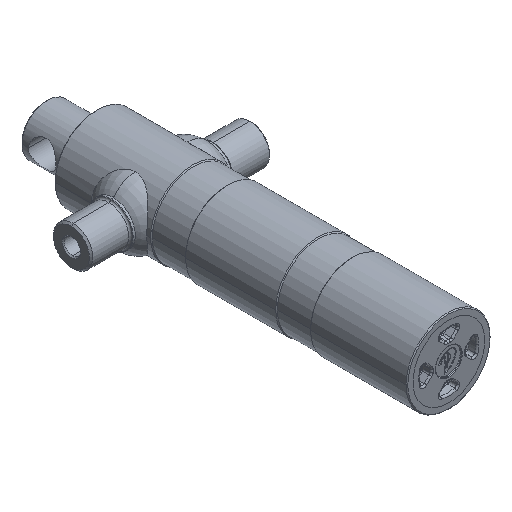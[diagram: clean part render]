
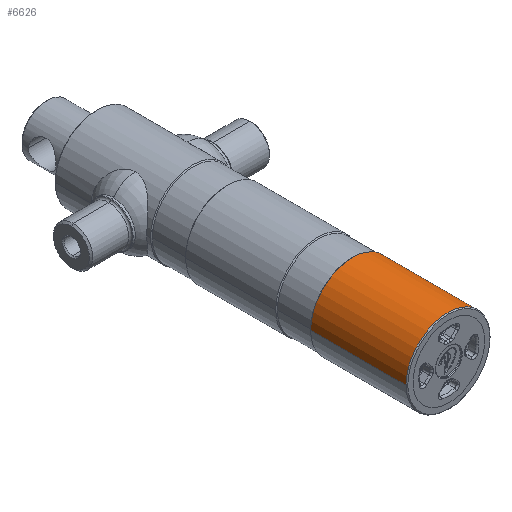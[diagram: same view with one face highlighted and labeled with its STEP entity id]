
A CAD part, isometric view. The second image highlights one B-rep face of the part: STEP entity #6626.
In plain terms, the highlighted cylindrical face has radius 48 mm (diameter 96 mm), a partial arc.
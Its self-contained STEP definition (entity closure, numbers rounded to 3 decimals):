
#550 = AXIS2_PLACEMENT_3D ( 'NONE', #5547, #721, #7710 ) ;
#721 = DIRECTION ( 'NONE',  ( 0., -1., 0. ) ) ;
#816 = CIRCLE ( 'NONE', #834, 48. ) ;
#834 = AXIS2_PLACEMENT_3D ( 'NONE', #6931, #2701, #7669 ) ;
#1088 = CARTESIAN_POINT ( 'NONE',  ( -48., -46.52, 0. ) ) ;
#1126 = CARTESIAN_POINT ( 'NONE',  ( 48., 1., 0. ) ) ;
#1360 = CYLINDRICAL_SURFACE ( 'NONE', #550, 48. ) ;
#1702 = VERTEX_POINT ( 'NONE', #4382 ) ;
#2114 = DIRECTION ( 'NONE',  ( 0., -1., 0. ) ) ;
#2147 = CARTESIAN_POINT ( 'NONE',  ( -48., 110., 0. ) ) ;
#2335 = FACE_OUTER_BOUND ( 'NONE', #5438, .T. ) ;
#2667 = CIRCLE ( 'NONE', #7206, 48. ) ;
#2701 = DIRECTION ( 'NONE',  ( 0., -1., 0. ) ) ;
#3214 = EDGE_CURVE ( 'NONE', #4892, #9083, #2667, .T. ) ;
#4195 = EDGE_CURVE ( 'NONE', #4892, #4453, #7850, .T. ) ;
#4212 = DIRECTION ( 'NONE',  ( 0., -1., 0. ) ) ;
#4382 = CARTESIAN_POINT ( 'NONE',  ( -48., 1., 0. ) ) ;
#4442 = EDGE_CURVE ( 'NONE', #9083, #1702, #7499, .T. ) ;
#4453 = VERTEX_POINT ( 'NONE', #1126 ) ;
#4892 = VERTEX_POINT ( 'NONE', #8672 ) ;
#5438 = EDGE_LOOP ( 'NONE', ( #7516, #8423, #8918, #7377 ) ) ;
#5547 = CARTESIAN_POINT ( 'NONE',  ( 0., -46.52, 0. ) ) ;
#6333 = CARTESIAN_POINT ( 'NONE',  ( 0., 110., 0. ) ) ;
#6626 = ADVANCED_FACE ( 'NONE', ( #2335 ), #1360, .T. ) ;
#6931 = CARTESIAN_POINT ( 'NONE',  ( 0., 1., 0. ) ) ;
#6945 = EDGE_CURVE ( 'NONE', #4453, #1702, #816, .T. ) ;
#7045 = DIRECTION ( 'NONE',  ( 1., 0., 0. ) ) ;
#7206 = AXIS2_PLACEMENT_3D ( 'NONE', #6333, #2114, #7045 ) ;
#7377 = ORIENTED_EDGE ( 'NONE', *, *, #4195, .F. ) ;
#7430 = VECTOR ( 'NONE', #8147, 1000. ) ;
#7499 = LINE ( 'NONE', #1088, #7430 ) ;
#7516 = ORIENTED_EDGE ( 'NONE', *, *, #3214, .T. ) ;
#7669 = DIRECTION ( 'NONE',  ( 1., 0., 0. ) ) ;
#7710 = DIRECTION ( 'NONE',  ( 1., 0., 0. ) ) ;
#7843 = VECTOR ( 'NONE', #4212, 1000. ) ;
#7850 = LINE ( 'NONE', #8509, #7843 ) ;
#8147 = DIRECTION ( 'NONE',  ( 0., -1., 0. ) ) ;
#8423 = ORIENTED_EDGE ( 'NONE', *, *, #4442, .T. ) ;
#8509 = CARTESIAN_POINT ( 'NONE',  ( 48., -46.52, 0. ) ) ;
#8672 = CARTESIAN_POINT ( 'NONE',  ( 48., 110., 0. ) ) ;
#8918 = ORIENTED_EDGE ( 'NONE', *, *, #6945, .F. ) ;
#9083 = VERTEX_POINT ( 'NONE', #2147 ) ;
